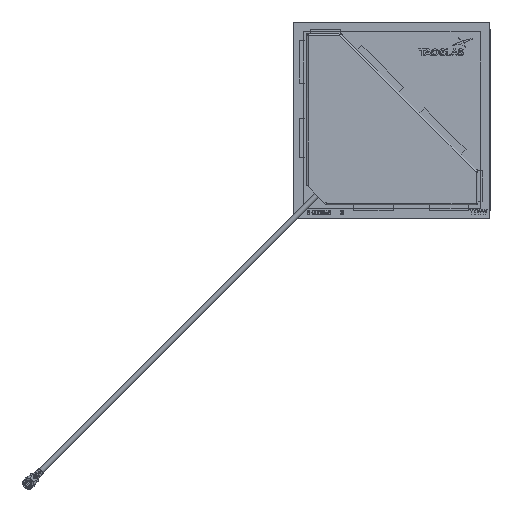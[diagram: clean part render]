
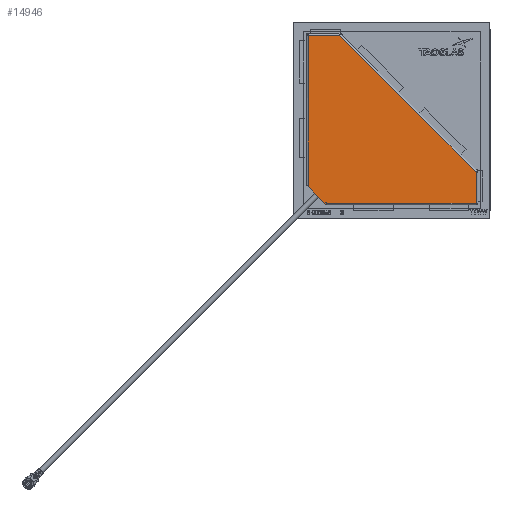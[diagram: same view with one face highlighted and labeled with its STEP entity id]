
A CAD part, top view. The second image highlights one B-rep face of the part: STEP entity #14946.
In plain terms, the highlighted planar face has unit normal (0, 0, 1).
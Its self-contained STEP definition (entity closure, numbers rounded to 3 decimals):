
#217 = VECTOR ( 'NONE', #9473, 1000. ) ;
#862 = VERTEX_POINT ( 'NONE', #21628 ) ;
#893 = VERTEX_POINT ( 'NONE', #1830 ) ;
#1217 = EDGE_CURVE ( 'NONE', #862, #13897, #16964, .T. ) ;
#1497 = CARTESIAN_POINT ( 'NONE',  ( -21.073, 0.238, 4.2 ) ) ;
#1740 = LINE ( 'NONE', #7459, #25327 ) ;
#1830 = CARTESIAN_POINT ( 'NONE',  ( -13.288, 21.588, 4.2 ) ) ;
#2054 = ORIENTED_EDGE ( 'NONE', *, *, #16959, .F. ) ;
#2500 = PLANE ( 'NONE',  #21591 ) ;
#3494 = LINE ( 'NONE', #25080, #217 ) ;
#3568 = VERTEX_POINT ( 'NONE', #11726 ) ;
#3728 = CARTESIAN_POINT ( 'NONE',  ( -21.223, -16.512, 4.2 ) ) ;
#4348 = CARTESIAN_POINT ( 'NONE',  ( -16.623, -20.962, 4.2 ) ) ;
#4394 = DIRECTION ( 'NONE',  ( -1., 0., 0. ) ) ;
#4612 = LINE ( 'NONE', #20740, #20408 ) ;
#4789 = EDGE_CURVE ( 'NONE', #21278, #19805, #11409, .T. ) ;
#4792 = ORIENTED_EDGE ( 'NONE', *, *, #18798, .T. ) ;
#4959 = EDGE_CURVE ( 'NONE', #893, #9131, #14286, .T. ) ;
#5175 = ORIENTED_EDGE ( 'NONE', *, *, #15709, .T. ) ;
#5611 = DIRECTION ( 'NONE',  ( 0., -1., 0. ) ) ;
#5943 = ORIENTED_EDGE ( 'NONE', *, *, #4789, .F. ) ;
#6038 = VECTOR ( 'NONE', #22988, 1000. ) ;
#6503 = EDGE_CURVE ( 'NONE', #13897, #20671, #1740, .T. ) ;
#6737 = CARTESIAN_POINT ( 'NONE',  ( -13.288, 21.588, 4.2 ) ) ;
#6787 = VERTEX_POINT ( 'NONE', #23574 ) ;
#7090 = DIRECTION ( 'NONE',  ( -0.707, 0.707, 0. ) ) ;
#7377 = VERTEX_POINT ( 'NONE', #4348 ) ;
#7459 = CARTESIAN_POINT ( 'NONE',  ( 0.127, -16.662, 4.2 ) ) ;
#8237 = DIRECTION ( 'NONE',  ( -0.707, 0.707, 0. ) ) ;
#8421 = EDGE_CURVE ( 'NONE', #19976, #7377, #8935, .T. ) ;
#8935 = LINE ( 'NONE', #19320, #6038 ) ;
#9089 = DIRECTION ( 'NONE',  ( -1., 0., 0. ) ) ;
#9131 = VERTEX_POINT ( 'NONE', #11410 ) ;
#9314 = LINE ( 'NONE', #1497, #21934 ) ;
#9473 = DIRECTION ( 'NONE',  ( -1., 0., 0. ) ) ;
#9820 = LINE ( 'NONE', #25431, #18166 ) ;
#9913 = CARTESIAN_POINT ( 'NONE',  ( 21.477, -13.178, 4.2 ) ) ;
#9950 = DIRECTION ( 'NONE',  ( 1., 0., 0. ) ) ;
#9996 = ORIENTED_EDGE ( 'NONE', *, *, #4959, .T. ) ;
#10282 = ORIENTED_EDGE ( 'NONE', *, *, #18771, .T. ) ;
#10541 = ORIENTED_EDGE ( 'NONE', *, *, #1217, .F. ) ;
#11409 = LINE ( 'NONE', #13500, #25328 ) ;
#11410 = CARTESIAN_POINT ( 'NONE',  ( -21.223, 21.588, 4.2 ) ) ;
#11726 = CARTESIAN_POINT ( 'NONE',  ( 21.477, -13.178, 4.2 ) ) ;
#12051 = VECTOR ( 'NONE', #8237, 1000. ) ;
#13410 = ORIENTED_EDGE ( 'NONE', *, *, #8421, .F. ) ;
#13500 = CARTESIAN_POINT ( 'NONE',  ( 0.127, -16.512, 4.2 ) ) ;
#13897 = VERTEX_POINT ( 'NONE', #16576 ) ;
#14005 = VECTOR ( 'NONE', #7090, 1000. ) ;
#14286 = LINE ( 'NONE', #6737, #24542 ) ;
#14422 = VECTOR ( 'NONE', #21293, 1000. ) ;
#14484 = DIRECTION ( 'NONE',  ( 0., 0., -1. ) ) ;
#14946 = ADVANCED_FACE ( 'NONE', ( #22686 ), #2500, .F. ) ;
#15191 = DIRECTION ( 'NONE',  ( 0., 1., 0. ) ) ;
#15709 = EDGE_CURVE ( 'NONE', #3568, #893, #16039, .T. ) ;
#16039 = LINE ( 'NONE', #9913, #12051 ) ;
#16366 = EDGE_CURVE ( 'NONE', #20671, #21278, #9314, .T. ) ;
#16415 = CARTESIAN_POINT ( 'NONE',  ( 0.127, 0.238, 4.2 ) ) ;
#16576 = CARTESIAN_POINT ( 'NONE',  ( -21.473, -16.662, 4.2 ) ) ;
#16669 = EDGE_CURVE ( 'NONE', #9131, #19805, #19412, .T. ) ;
#16697 = CARTESIAN_POINT ( 'NONE',  ( -21.073, -16.512, 4.2 ) ) ;
#16959 = EDGE_CURVE ( 'NONE', #7377, #6787, #3494, .T. ) ;
#16962 = CARTESIAN_POINT ( 'NONE',  ( -21.223, 21.617, 4.2 ) ) ;
#16964 = LINE ( 'NONE', #18689, #14005 ) ;
#17773 = VECTOR ( 'NONE', #5611, 1000. ) ;
#18166 = VECTOR ( 'NONE', #9950, 1000. ) ;
#18689 = CARTESIAN_POINT ( 'NONE',  ( -16.623, -21.512, 4.2 ) ) ;
#18771 = EDGE_CURVE ( 'NONE', #23875, #3568, #23501, .T. ) ;
#18798 = EDGE_CURVE ( 'NONE', #19976, #23875, #9820, .T. ) ;
#19320 = CARTESIAN_POINT ( 'NONE',  ( -16.623, 0.238, 4.2 ) ) ;
#19412 = LINE ( 'NONE', #16962, #17773 ) ;
#19805 = VERTEX_POINT ( 'NONE', #3728 ) ;
#19976 = VERTEX_POINT ( 'NONE', #24775 ) ;
#20408 = VECTOR ( 'NONE', #20481, 1000. ) ;
#20481 = DIRECTION ( 'NONE',  ( 0., -1., 0. ) ) ;
#20532 = EDGE_LOOP ( 'NONE', ( #21791, #2054, #13410, #4792, #10282, #5175, #9996, #22570, #5943, #21751, #24095, #10541 ) ) ;
#20671 = VERTEX_POINT ( 'NONE', #21303 ) ;
#20740 = CARTESIAN_POINT ( 'NONE',  ( -16.773, 0.238, 4.2 ) ) ;
#21278 = VERTEX_POINT ( 'NONE', #16697 ) ;
#21293 = DIRECTION ( 'NONE',  ( 0., 1., 0. ) ) ;
#21303 = CARTESIAN_POINT ( 'NONE',  ( -21.073, -16.662, 4.2 ) ) ;
#21591 = AXIS2_PLACEMENT_3D ( 'NONE', #16415, #14484, #22418 ) ;
#21628 = CARTESIAN_POINT ( 'NONE',  ( -16.773, -21.362, 4.2 ) ) ;
#21751 = ORIENTED_EDGE ( 'NONE', *, *, #16366, .F. ) ;
#21791 = ORIENTED_EDGE ( 'NONE', *, *, #25535, .F. ) ;
#21934 = VECTOR ( 'NONE', #15191, 1000. ) ;
#22216 = CARTESIAN_POINT ( 'NONE',  ( 21.477, -21.112, 4.2 ) ) ;
#22418 = DIRECTION ( 'NONE',  ( 0., 1., 0. ) ) ;
#22570 = ORIENTED_EDGE ( 'NONE', *, *, #16669, .T. ) ;
#22686 = FACE_OUTER_BOUND ( 'NONE', #20532, .T. ) ;
#22988 = DIRECTION ( 'NONE',  ( 0., 1., 0. ) ) ;
#23382 = CARTESIAN_POINT ( 'NONE',  ( 21.477, -21.141, 4.2 ) ) ;
#23501 = LINE ( 'NONE', #23382, #14422 ) ;
#23574 = CARTESIAN_POINT ( 'NONE',  ( -16.773, -20.962, 4.2 ) ) ;
#23601 = DIRECTION ( 'NONE',  ( 1., 0., 0. ) ) ;
#23875 = VERTEX_POINT ( 'NONE', #22216 ) ;
#24095 = ORIENTED_EDGE ( 'NONE', *, *, #6503, .F. ) ;
#24542 = VECTOR ( 'NONE', #4394, 1000. ) ;
#24775 = CARTESIAN_POINT ( 'NONE',  ( -16.623, -21.112, 4.2 ) ) ;
#25080 = CARTESIAN_POINT ( 'NONE',  ( 0.127, -20.962, 4.2 ) ) ;
#25327 = VECTOR ( 'NONE', #23601, 1000. ) ;
#25328 = VECTOR ( 'NONE', #9089, 1000. ) ;
#25431 = CARTESIAN_POINT ( 'NONE',  ( -16.623, -21.112, 4.2 ) ) ;
#25535 = EDGE_CURVE ( 'NONE', #6787, #862, #4612, .T. ) ;
